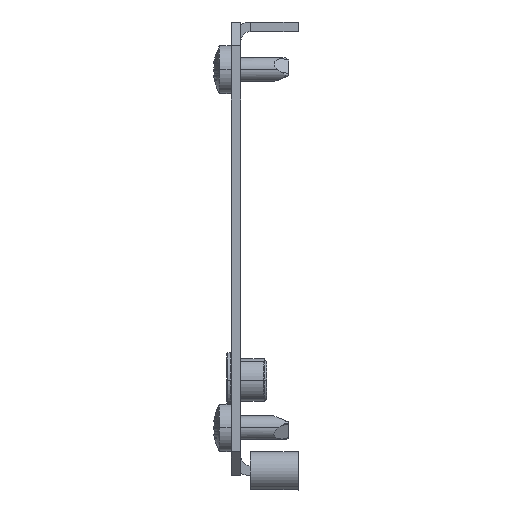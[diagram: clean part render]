
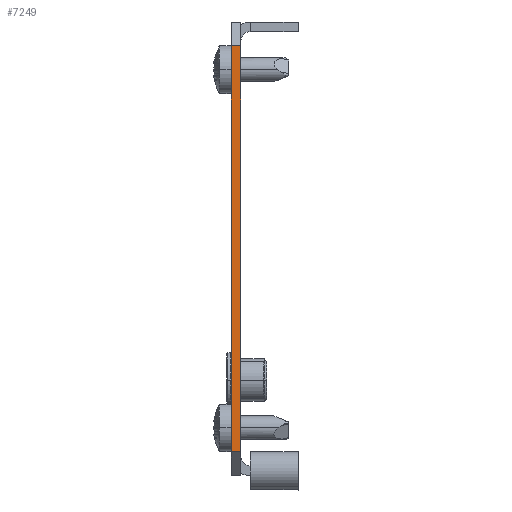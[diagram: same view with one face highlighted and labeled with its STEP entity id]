
A CAD part, left-side view. The second image highlights one B-rep face of the part: STEP entity #7249.
In plain terms, the highlighted planar face has unit normal (-1, 0, 0).
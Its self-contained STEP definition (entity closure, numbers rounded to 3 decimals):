
#54 = CARTESIAN_POINT ( 'NONE',  ( -349., -2., 47.5 ) ) ;
#810 = DIRECTION ( 'NONE',  ( 0., -1., 0. ) ) ;
#860 = LINE ( 'NONE', #2427, #3905 ) ;
#973 = ORIENTED_EDGE ( 'NONE', *, *, #4409, .T. ) ;
#1372 = ORIENTED_EDGE ( 'NONE', *, *, #6082, .T. ) ;
#1484 = DIRECTION ( 'NONE',  ( 0., 0., 1. ) ) ;
#2205 = LINE ( 'NONE', #9046, #3677 ) ;
#2289 = EDGE_CURVE ( 'NONE', #3191, #6093, #5747, .T. ) ;
#2427 = CARTESIAN_POINT ( 'NONE',  ( -349., -2., -42.5 ) ) ;
#3191 = VERTEX_POINT ( 'NONE', #5672 ) ;
#3566 = EDGE_LOOP ( 'NONE', ( #5527, #973, #5587, #1372 ) ) ;
#3677 = VECTOR ( 'NONE', #8216, 1000. ) ;
#3716 = DIRECTION ( 'NONE',  ( 0., 1., 0. ) ) ;
#3728 = VECTOR ( 'NONE', #1484, 1000. ) ;
#3905 = VECTOR ( 'NONE', #810, 1000. ) ;
#4409 = EDGE_CURVE ( 'NONE', #6093, #8568, #5332, .T. ) ;
#4445 = EDGE_CURVE ( 'NONE', #4886, #8568, #2205, .T. ) ;
#4795 = PLANE ( 'NONE',  #6658 ) ;
#4886 = VERTEX_POINT ( 'NONE', #8739 ) ;
#5179 = CARTESIAN_POINT ( 'NONE',  ( -349., 0., 42.5 ) ) ;
#5225 = CARTESIAN_POINT ( 'NONE',  ( -349., -2., 47.5 ) ) ;
#5332 = LINE ( 'NONE', #9880, #6779 ) ;
#5495 = DIRECTION ( 'NONE',  ( 0., 0., 1. ) ) ;
#5527 = ORIENTED_EDGE ( 'NONE', *, *, #2289, .T. ) ;
#5587 = ORIENTED_EDGE ( 'NONE', *, *, #4445, .F. ) ;
#5672 = CARTESIAN_POINT ( 'NONE',  ( -349., -2., -42.5 ) ) ;
#5747 = LINE ( 'NONE', #5225, #3728 ) ;
#6001 = FACE_OUTER_BOUND ( 'NONE', #3566, .T. ) ;
#6082 = EDGE_CURVE ( 'NONE', #4886, #3191, #860, .T. ) ;
#6093 = VERTEX_POINT ( 'NONE', #7102 ) ;
#6658 = AXIS2_PLACEMENT_3D ( 'NONE', #54, #9364, #5495 ) ;
#6779 = VECTOR ( 'NONE', #3716, 1000. ) ;
#7102 = CARTESIAN_POINT ( 'NONE',  ( -349., -2., 42.5 ) ) ;
#7249 = ADVANCED_FACE ( 'NONE', ( #6001 ), #4795, .T. ) ;
#8216 = DIRECTION ( 'NONE',  ( 0., 0., 1. ) ) ;
#8568 = VERTEX_POINT ( 'NONE', #5179 ) ;
#8739 = CARTESIAN_POINT ( 'NONE',  ( -349., 0., -42.5 ) ) ;
#9046 = CARTESIAN_POINT ( 'NONE',  ( -349., 0., 47.5 ) ) ;
#9364 = DIRECTION ( 'NONE',  ( -1., 0., 0. ) ) ;
#9880 = CARTESIAN_POINT ( 'NONE',  ( -349., -2., 42.5 ) ) ;
